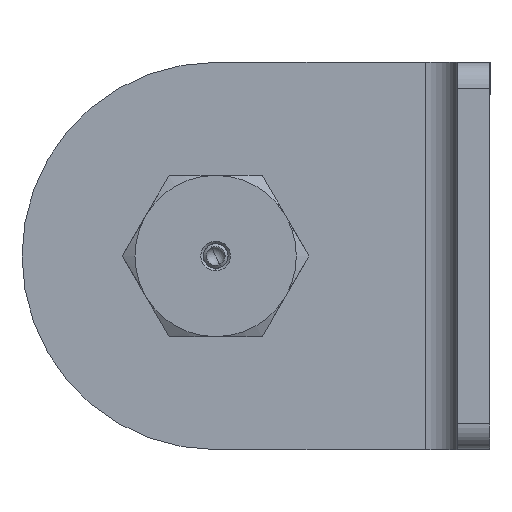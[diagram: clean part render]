
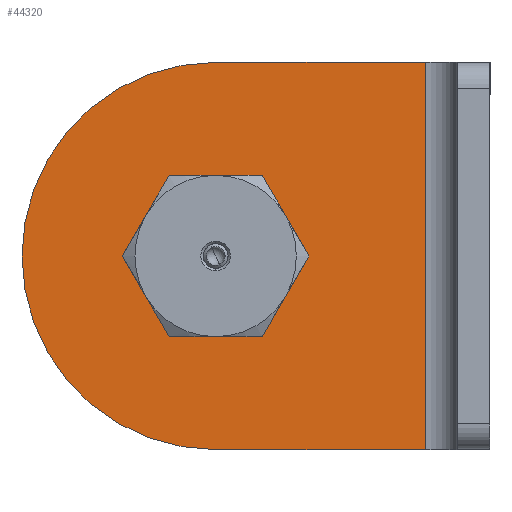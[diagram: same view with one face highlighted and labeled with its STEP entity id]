
A CAD part, left-side view. The second image highlights one B-rep face of the part: STEP entity #44320.
In plain terms, the highlighted planar face has unit normal (-1, 0, 0).
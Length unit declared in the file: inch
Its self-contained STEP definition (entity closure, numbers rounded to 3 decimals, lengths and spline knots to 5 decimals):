
#5 = CARTESIAN_POINT ( 'NONE',  ( -7.825, 0., -0.45312 ) ) ;
#1032 = VECTOR ( 'NONE', #48451, 39.37008 ) ;
#4008 = CIRCLE ( 'NONE', #79724, 1.5 ) ;
#6631 = VERTEX_POINT ( 'NONE', #56045 ) ;
#8193 = PLANE ( 'NONE',  #45437 ) ;
#10981 = AXIS2_PLACEMENT_3D ( 'NONE', #11832, #104204, #77440 ) ;
#11832 = CARTESIAN_POINT ( 'NONE',  ( -7.825, 0., 0. ) ) ;
#14714 = ORIENTED_EDGE ( 'NONE', *, *, #118402, .T. ) ;
#31969 = CARTESIAN_POINT ( 'NONE',  ( -7.825, -2.125, -1.5 ) ) ;
#32795 = CARTESIAN_POINT ( 'NONE',  ( -7.825, 0., -1.5 ) ) ;
#33616 = DIRECTION ( 'NONE',  ( 0., 0., 1. ) ) ;
#38062 = LINE ( 'NONE', #93358, #108732 ) ;
#38871 = CIRCLE ( 'NONE', #44645, 0.45312 ) ;
#39906 = DIRECTION ( 'NONE',  ( -1., 0., 0. ) ) ;
#42104 = ORIENTED_EDGE ( 'NONE', *, *, #101372, .T. ) ;
#44018 = CIRCLE ( 'NONE', #10981, 1.5 ) ;
#44320 = ADVANCED_FACE ( 'NONE', ( #84679, #64102 ), #8193, .T. ) ;
#44645 = AXIS2_PLACEMENT_3D ( 'NONE', #64420, #63810, #101471 ) ;
#45437 = AXIS2_PLACEMENT_3D ( 'NONE', #68299, #114449, #49454 ) ;
#45438 = VERTEX_POINT ( 'NONE', #32795 ) ;
#48451 = DIRECTION ( 'NONE',  ( 0., 1., 0. ) ) ;
#49454 = DIRECTION ( 'NONE',  ( 0., 0., 1. ) ) ;
#50203 = CARTESIAN_POINT ( 'NONE',  ( -7.825, -2.125, 1.5 ) ) ;
#54684 = VERTEX_POINT ( 'NONE', #109781 ) ;
#56045 = CARTESIAN_POINT ( 'NONE',  ( -7.825, -1.625, -1.5 ) ) ;
#60647 = CARTESIAN_POINT ( 'NONE',  ( -7.825, -1.625, 1.5 ) ) ;
#60746 = EDGE_CURVE ( 'NONE', #107537, #60787, #38871, .T. ) ;
#60787 = VERTEX_POINT ( 'NONE', #5 ) ;
#62538 = AXIS2_PLACEMENT_3D ( 'NONE', #68907, #116878, #33616 ) ;
#63227 = ORIENTED_EDGE ( 'NONE', *, *, #68174, .F. ) ;
#63810 = DIRECTION ( 'NONE',  ( -1., 0., 0. ) ) ;
#64102 = FACE_OUTER_BOUND ( 'NONE', #86854, .T. ) ;
#64420 = CARTESIAN_POINT ( 'NONE',  ( -7.825, 0., 0. ) ) ;
#67873 = DIRECTION ( 'NONE',  ( 0., 0., 1. ) ) ;
#68174 = EDGE_CURVE ( 'NONE', #6631, #45438, #115231, .T. ) ;
#68299 = CARTESIAN_POINT ( 'NONE',  ( -7.825, -2.125, 1.5 ) ) ;
#68458 = VECTOR ( 'NONE', #70220, 39.37008 ) ;
#68907 = CARTESIAN_POINT ( 'NONE',  ( -7.825, 0., 0. ) ) ;
#70220 = DIRECTION ( 'NONE',  ( 0., 1., 0. ) ) ;
#70288 = CIRCLE ( 'NONE', #62538, 0.45312 ) ;
#76758 = ORIENTED_EDGE ( 'NONE', *, *, #98708, .T. ) ;
#77440 = DIRECTION ( 'NONE',  ( 0., 0., 1. ) ) ;
#78411 = EDGE_CURVE ( 'NONE', #118141, #6631, #38062, .T. ) ;
#79724 = AXIS2_PLACEMENT_3D ( 'NONE', #85458, #39906, #67873 ) ;
#81641 = VERTEX_POINT ( 'NONE', #113458 ) ;
#84679 = FACE_BOUND ( 'NONE', #97014, .T. ) ;
#85458 = CARTESIAN_POINT ( 'NONE',  ( -7.825, 0., 0. ) ) ;
#86854 = EDGE_LOOP ( 'NONE', ( #76758, #14714, #63227, #113251, #42104 ) ) ;
#89045 = LINE ( 'NONE', #50203, #68458 ) ;
#93358 = CARTESIAN_POINT ( 'NONE',  ( -7.825, -1.625, 1.5 ) ) ;
#97014 = EDGE_LOOP ( 'NONE', ( #102992, #100041 ) ) ;
#98708 = EDGE_CURVE ( 'NONE', #81641, #54684, #4008, .T. ) ;
#100041 = ORIENTED_EDGE ( 'NONE', *, *, #112606, .F. ) ;
#101372 = EDGE_CURVE ( 'NONE', #118141, #81641, #89045, .T. ) ;
#101471 = DIRECTION ( 'NONE',  ( 0., 0., 1. ) ) ;
#102488 = DIRECTION ( 'NONE',  ( 0., 0., -1. ) ) ;
#102992 = ORIENTED_EDGE ( 'NONE', *, *, #60746, .F. ) ;
#104204 = DIRECTION ( 'NONE',  ( -1., 0., 0. ) ) ;
#107537 = VERTEX_POINT ( 'NONE', #114537 ) ;
#108732 = VECTOR ( 'NONE', #102488, 39.37008 ) ;
#109781 = CARTESIAN_POINT ( 'NONE',  ( -7.825, 1.5, 0. ) ) ;
#112606 = EDGE_CURVE ( 'NONE', #60787, #107537, #70288, .T. ) ;
#113251 = ORIENTED_EDGE ( 'NONE', *, *, #78411, .F. ) ;
#113458 = CARTESIAN_POINT ( 'NONE',  ( -7.825, 0., 1.5 ) ) ;
#114449 = DIRECTION ( 'NONE',  ( -1., 0., 0. ) ) ;
#114537 = CARTESIAN_POINT ( 'NONE',  ( -7.825, 0., 0.45312 ) ) ;
#115231 = LINE ( 'NONE', #31969, #1032 ) ;
#116878 = DIRECTION ( 'NONE',  ( -1., 0., 0. ) ) ;
#118141 = VERTEX_POINT ( 'NONE', #60647 ) ;
#118402 = EDGE_CURVE ( 'NONE', #54684, #45438, #44018, .T. ) ;
